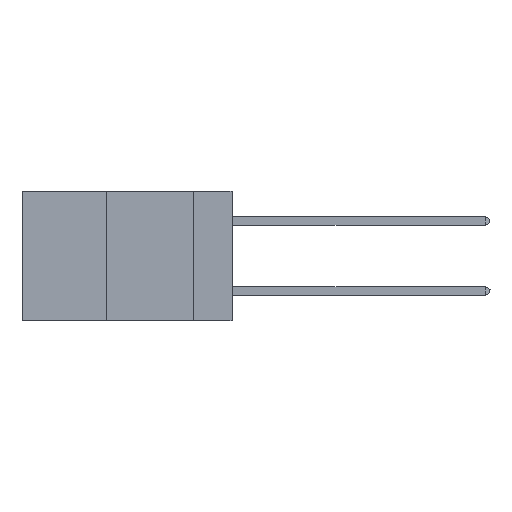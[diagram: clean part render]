
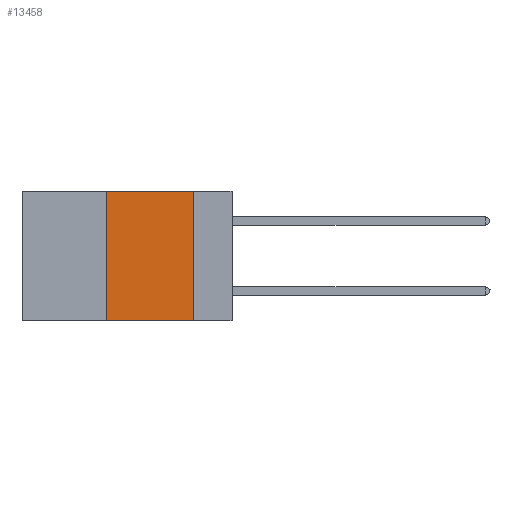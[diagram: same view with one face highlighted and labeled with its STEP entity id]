
A CAD part, left-side view. The second image highlights one B-rep face of the part: STEP entity #13458.
In plain terms, the highlighted planar face has unit normal (-1, 0, 0).
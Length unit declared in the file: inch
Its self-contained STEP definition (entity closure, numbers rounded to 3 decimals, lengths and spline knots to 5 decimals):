
#406 = CARTESIAN_POINT ( 'NONE',  ( 0., 0.11, 0. ) ) ;
#615 = EDGE_CURVE ( 'NONE', #16654, #18026, #5075, .T. ) ;
#1341 = EDGE_CURVE ( 'NONE', #16654, #19637, #13910, .T. ) ;
#2161 = DIRECTION ( 'NONE',  ( 0., -1., 0. ) ) ;
#3839 = DIRECTION ( 'NONE',  ( 1., 0., 0. ) ) ;
#4002 = CARTESIAN_POINT ( 'NONE',  ( 0., 0.6, 0. ) ) ;
#4157 = LINE ( 'NONE', #406, #4834 ) ;
#4203 = EDGE_CURVE ( 'NONE', #18026, #6620, #24166, .T. ) ;
#4834 = VECTOR ( 'NONE', #5974, 39.37008 ) ;
#5075 = LINE ( 'NONE', #9222, #8953 ) ;
#5974 = DIRECTION ( 'NONE',  ( 0., 0., -1. ) ) ;
#6192 = DIRECTION ( 'NONE',  ( 0., -1., 0. ) ) ;
#6620 = VERTEX_POINT ( 'NONE', #8844 ) ;
#6704 = EDGE_CURVE ( 'NONE', #6620, #19637, #4157, .T. ) ;
#8844 = CARTESIAN_POINT ( 'NONE',  ( 0., 0.11, 0. ) ) ;
#8953 = VECTOR ( 'NONE', #12942, 39.37008 ) ;
#9222 = CARTESIAN_POINT ( 'NONE',  ( 0., 0.36, 0. ) ) ;
#12765 = CARTESIAN_POINT ( 'NONE',  ( 0., 0.36, 0. ) ) ;
#12786 = CARTESIAN_POINT ( 'NONE',  ( 0., 0.11, -0.37 ) ) ;
#12942 = DIRECTION ( 'NONE',  ( 0., 0., 1. ) ) ;
#13458 = ADVANCED_FACE ( 'NONE', ( #25428 ), #19638, .F. ) ;
#13910 = LINE ( 'NONE', #23501, #21047 ) ;
#14350 = ORIENTED_EDGE ( 'NONE', *, *, #615, .F. ) ;
#16654 = VERTEX_POINT ( 'NONE', #23152 ) ;
#18026 = VERTEX_POINT ( 'NONE', #12765 ) ;
#18680 = AXIS2_PLACEMENT_3D ( 'NONE', #23236, #3839, #19259 ) ;
#19259 = DIRECTION ( 'NONE',  ( 0., 0., -1. ) ) ;
#19637 = VERTEX_POINT ( 'NONE', #12786 ) ;
#19638 = PLANE ( 'NONE',  #18680 ) ;
#21047 = VECTOR ( 'NONE', #2161, 39.37008 ) ;
#21965 = EDGE_LOOP ( 'NONE', ( #22317, #24857, #14350, #22213 ) ) ;
#22213 = ORIENTED_EDGE ( 'NONE', *, *, #1341, .T. ) ;
#22317 = ORIENTED_EDGE ( 'NONE', *, *, #6704, .F. ) ;
#23152 = CARTESIAN_POINT ( 'NONE',  ( 0., 0.36, -0.37 ) ) ;
#23236 = CARTESIAN_POINT ( 'NONE',  ( 0., 0.6, 0. ) ) ;
#23501 = CARTESIAN_POINT ( 'NONE',  ( 0., 0.6, -0.37 ) ) ;
#23778 = VECTOR ( 'NONE', #6192, 39.37008 ) ;
#24166 = LINE ( 'NONE', #4002, #23778 ) ;
#24857 = ORIENTED_EDGE ( 'NONE', *, *, #4203, .F. ) ;
#25428 = FACE_OUTER_BOUND ( 'NONE', #21965, .T. ) ;
